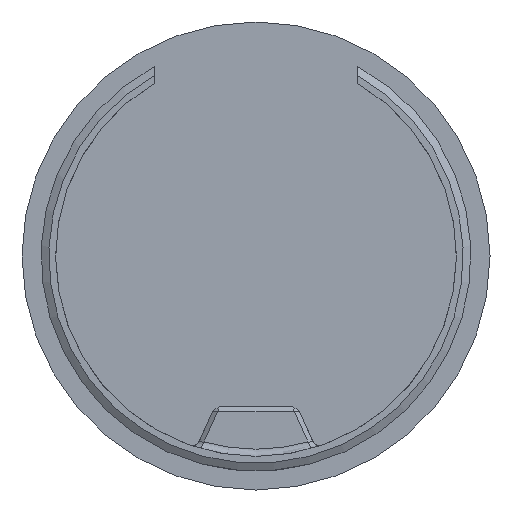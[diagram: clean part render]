
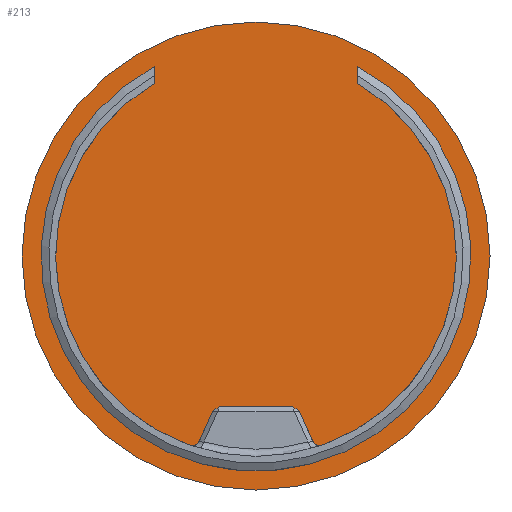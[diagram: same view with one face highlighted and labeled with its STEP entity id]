
A CAD part, left-side view. The second image highlights one B-rep face of the part: STEP entity #213.
In plain terms, the highlighted planar face has unit normal (-1, 0, 0).
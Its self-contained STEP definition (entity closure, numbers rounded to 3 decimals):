
#106=LINE('',#5129,#139);
#107=LINE('',#5131,#140);
#110=LINE('',#5137,#143);
#112=LINE('',#5141,#145);
#113=LINE('',#5143,#146);
#116=LINE('',#5158,#149);
#117=LINE('',#5164,#150);
#139=VECTOR('',#813,1.);
#140=VECTOR('',#816,1.);
#143=VECTOR('',#821,1.);
#145=VECTOR('',#825,1.);
#146=VECTOR('',#828,1.);
#149=VECTOR('',#839,1.);
#150=VECTOR('',#842,1.);
#170=FACE_BOUND('',#303,.T.);
#171=FACE_BOUND('',#304,.T.);
#213=ADVANCED_FACE('',(#170,#171),#235,.F.);
#235=PLANE('',#707);
#303=EDGE_LOOP('',(#465));
#304=EDGE_LOOP('',(#466,#467,#468,#469,#470,#471,#472,#473,#474,#475,#476,
#477));
#465=ORIENTED_EDGE('',*,*,#552,.T.);
#466=ORIENTED_EDGE('',*,*,#623,.F.);
#467=ORIENTED_EDGE('',*,*,#625,.T.);
#468=ORIENTED_EDGE('',*,*,#620,.F.);
#469=ORIENTED_EDGE('',*,*,#616,.F.);
#470=ORIENTED_EDGE('',*,*,#609,.F.);
#471=ORIENTED_EDGE('',*,*,#634,.T.);
#472=ORIENTED_EDGE('',*,*,#630,.T.);
#473=ORIENTED_EDGE('',*,*,#632,.T.);
#474=ORIENTED_EDGE('',*,*,#612,.F.);
#475=ORIENTED_EDGE('',*,*,#615,.F.);
#476=ORIENTED_EDGE('',*,*,#619,.F.);
#477=ORIENTED_EDGE('',*,*,#626,.T.);
#493=VERTEX_POINT('',#872);
#533=VERTEX_POINT('',#5109);
#534=VERTEX_POINT('',#5111);
#535=VERTEX_POINT('',#5114);
#536=VERTEX_POINT('',#5116);
#537=VERTEX_POINT('',#5120);
#538=VERTEX_POINT('',#5124);
#539=VERTEX_POINT('',#5128);
#540=VERTEX_POINT('',#5132);
#541=VERTEX_POINT('',#5136);
#542=VERTEX_POINT('',#5138);
#543=VERTEX_POINT('',#5146);
#546=VERTEX_POINT('',#5151);
#552=EDGE_CURVE('',#493,#493,#640,.T.);
#609=EDGE_CURVE('',#533,#534,#650,.T.);
#612=EDGE_CURVE('',#535,#536,#651,.T.);
#615=EDGE_CURVE('',#537,#535,#652,.T.);
#616=EDGE_CURVE('',#534,#538,#653,.T.);
#619=EDGE_CURVE('',#539,#537,#106,.T.);
#620=EDGE_CURVE('',#538,#540,#107,.T.);
#623=EDGE_CURVE('',#541,#542,#110,.T.);
#625=EDGE_CURVE('',#541,#540,#112,.T.);
#626=EDGE_CURVE('',#539,#542,#113,.T.);
#630=EDGE_CURVE('',#543,#546,#655,.T.);
#632=EDGE_CURVE('',#546,#536,#116,.T.);
#634=EDGE_CURVE('',#533,#543,#117,.T.);
#640=CIRCLE('',#663,24.15);
#650=CIRCLE('',#690,20.685);
#651=CIRCLE('',#691,20.685);
#652=CIRCLE('',#693,0.75);
#653=CIRCLE('',#695,0.75);
#655=CIRCLE('',#703,22.185);
#663=AXIS2_PLACEMENT_3D('',#871,#724,#725);
#690=AXIS2_PLACEMENT_3D('',#5110,#793,#794);
#691=AXIS2_PLACEMENT_3D('',#5115,#797,#798);
#693=AXIS2_PLACEMENT_3D('',#5121,#803,#804);
#695=AXIS2_PLACEMENT_3D('',#5123,#807,#808);
#703=AXIS2_PLACEMENT_3D('',#5152,#835,#836);
#707=AXIS2_PLACEMENT_3D('',#5166,#845,#846);
#724=DIRECTION('',(-1.,0.,0.));
#725=DIRECTION('',(0.,0.,1.));
#793=DIRECTION('',(1.,0.,0.));
#794=DIRECTION('',(0.,0.,1.));
#797=DIRECTION('',(1.,0.,0.));
#798=DIRECTION('',(0.,0.,1.));
#803=DIRECTION('',(1.,0.,0.));
#804=DIRECTION('',(0.,0.,1.));
#807=DIRECTION('',(1.,0.,0.));
#808=DIRECTION('',(0.,0.,1.));
#813=DIRECTION('',(0.,0.407,-0.914));
#816=DIRECTION('',(0.,0.407,0.914));
#821=DIRECTION('',(0.,1.,0.));
#825=DIRECTION('',(0.,-0.839,-0.545));
#828=DIRECTION('',(0.,-0.839,0.545));
#835=DIRECTION('',(1.,0.,0.));
#836=DIRECTION('',(0.,0.,-1.));
#839=DIRECTION('',(0.,0.,-1.));
#842=DIRECTION('',(0.,0.,1.));
#845=DIRECTION('',(1.,0.,0.));
#846=DIRECTION('',(0.,0.,-1.));
#871=CARTESIAN_POINT('',(10.,-20.,0.));
#872=CARTESIAN_POINT('',(10.,-20.,24.15));
#5109=CARTESIAN_POINT('',(10.,-30.5,17.821));
#5110=CARTESIAN_POINT('',(10.,-20.,0.));
#5111=CARTESIAN_POINT('',(10.,-26.81,-19.531));
#5114=CARTESIAN_POINT('',(10.,-13.19,-19.531));
#5115=CARTESIAN_POINT('',(10.,-20.,0.));
#5116=CARTESIAN_POINT('',(10.,-9.5,17.821));
#5120=CARTESIAN_POINT('',(10.,-14.122,-19.128));
#5121=CARTESIAN_POINT('',(10.,-13.437,-18.823));
#5123=CARTESIAN_POINT('',(10.,-26.563,-18.823));
#5124=CARTESIAN_POINT('',(10.,-25.878,-19.128));
#5128=CARTESIAN_POINT('',(10.,-15.512,-16.006));
#5129=CARTESIAN_POINT('',(10.,-15.715,-15.55));
#5131=CARTESIAN_POINT('',(10.,-26.4,-20.3));
#5132=CARTESIAN_POINT('',(10.,-24.488,-16.006));
#5136=CARTESIAN_POINT('',(10.,-23.785,-15.55));
#5137=CARTESIAN_POINT('',(10.,-20.,-15.55));
#5138=CARTESIAN_POINT('',(10.,-16.215,-15.55));
#5141=CARTESIAN_POINT('',(10.,-23.785,-15.55));
#5143=CARTESIAN_POINT('',(10.,-15.512,-16.006));
#5146=CARTESIAN_POINT('',(10.,-30.5,19.542));
#5151=CARTESIAN_POINT('',(10.,-9.5,19.542));
#5152=CARTESIAN_POINT('',(10.,-20.,0.));
#5158=CARTESIAN_POINT('',(10.,-9.5,64.848));
#5164=CARTESIAN_POINT('',(10.,-30.5,-0.152));
#5166=CARTESIAN_POINT('',(10.,-44.15,0.));
